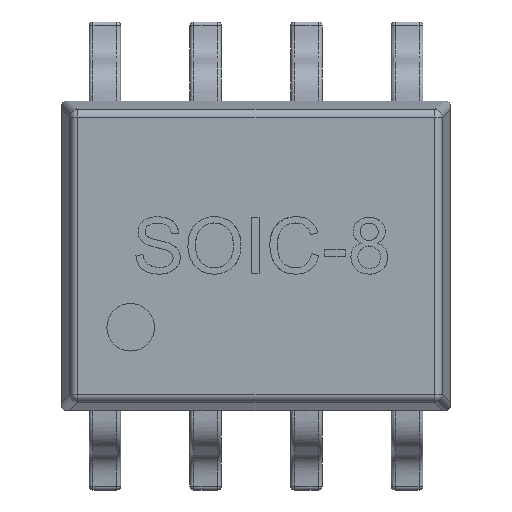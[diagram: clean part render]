
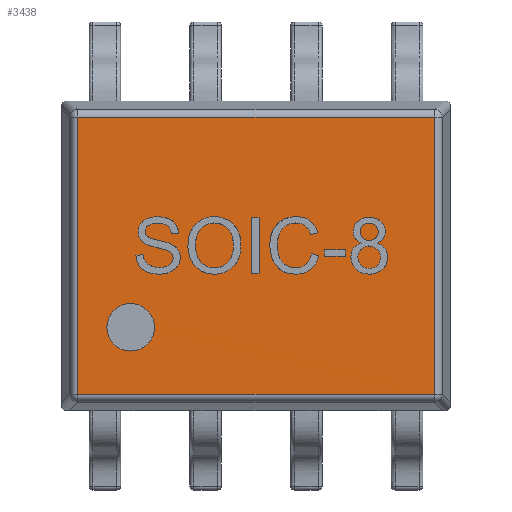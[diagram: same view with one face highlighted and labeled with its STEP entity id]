
A CAD part, top view. The second image highlights one B-rep face of the part: STEP entity #3438.
In plain terms, the highlighted planar face has unit normal (0, 0, 1).
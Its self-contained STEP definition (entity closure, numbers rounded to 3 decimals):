
#2477=CARTESIAN_POINT('',(-1.28,-0.901,1.501));
#2478=VERTEX_POINT('',#2477);
#2487=CARTESIAN_POINT('',(-1.58,-0.901,1.5));
#2488=DIRECTION('',(0.,0.,1.));
#2489=DIRECTION('',(1.,0.,-0.));
#2490=AXIS2_PLACEMENT_3D('',#2487,#2488,#2489);
#2491=CIRCLE('',#2490,0.3);
#2492=EDGE_CURVE('NONE',#2478,#2478,#2491,.T.);
#3396=CARTESIAN_POINT('',(0.,0.,1.5));
#3397=DIRECTION('',(0.,0.,1.));
#3398=DIRECTION('',(1.,0.,0.));
#3399=AXIS2_PLACEMENT_3D('',#3396,#3397,#3398);
#3400=PLANE('',#3399);
#3401=CARTESIAN_POINT('',(2.247,1.747,1.5));
#3402=VERTEX_POINT('',#3401);
#3403=CARTESIAN_POINT('',(-2.247,1.747,1.5));
#3404=VERTEX_POINT('',#3403);
#3405=CARTESIAN_POINT('',(2.247,1.747,1.5));
#3406=DIRECTION('',(-1.,0.,0.));
#3407=VECTOR('',#3406,4.494);
#3408=LINE('',#3405,#3407);
#3409=EDGE_CURVE('',#3402,#3404,#3408,.T.);
#3410=ORIENTED_EDGE('',*,*,#3409,.T.);
#3411=CARTESIAN_POINT('',(-2.247,-1.747,1.5));
#3412=VERTEX_POINT('',#3411);
#3413=CARTESIAN_POINT('',(-2.247,1.747,1.5));
#3414=DIRECTION('',(0.,-1.,0.));
#3415=VECTOR('',#3414,3.494);
#3416=LINE('',#3413,#3415);
#3417=EDGE_CURVE('',#3404,#3412,#3416,.T.);
#3418=ORIENTED_EDGE('',*,*,#3417,.T.);
#3419=CARTESIAN_POINT('',(2.247,-1.747,1.5));
#3420=VERTEX_POINT('',#3419);
#3421=CARTESIAN_POINT('',(-2.247,-1.747,1.5));
#3422=DIRECTION('',(1.,-0.,-0.));
#3423=VECTOR('',#3422,4.494);
#3424=LINE('',#3421,#3423);
#3425=EDGE_CURVE('',#3412,#3420,#3424,.T.);
#3426=ORIENTED_EDGE('',*,*,#3425,.T.);
#3427=CARTESIAN_POINT('',(2.247,-1.747,1.5));
#3428=DIRECTION('',(-0.,1.,0.));
#3429=VECTOR('',#3428,3.494);
#3430=LINE('',#3427,#3429);
#3431=EDGE_CURVE('',#3420,#3402,#3430,.T.);
#3432=ORIENTED_EDGE('',*,*,#3431,.T.);
#3433=EDGE_LOOP('',(#3410,#3418,#3426,#3432));
#3434=FACE_BOUND('',#3433,.T.);
#3435=ORIENTED_EDGE('',*,*,#2492,.F.);
#3436=EDGE_LOOP('',(#3435));
#3437=FACE_BOUND('',#3436,.T.);
#3438=ADVANCED_FACE('NONE',(#3434,#3437),#3400,.T.);
